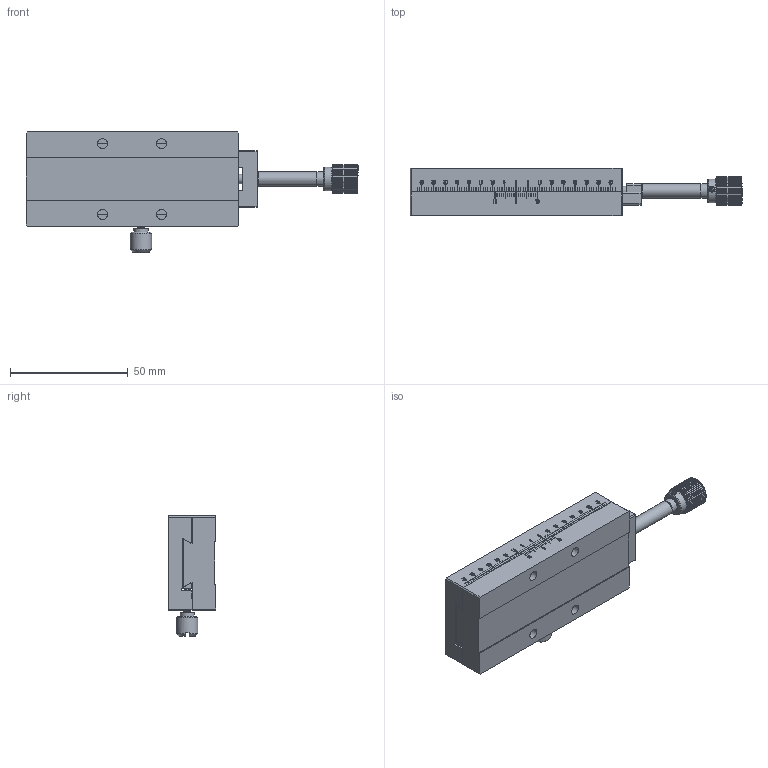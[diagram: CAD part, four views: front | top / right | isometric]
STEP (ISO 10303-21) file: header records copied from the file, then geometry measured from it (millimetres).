
FILE_DESCRIPTION (( 'STEP AP203' ), '1' );
FILE_NAME ('528758.STEP', '2024-10-15T01:13:14', ( 'Windows User' ), ( 'P R C' ), 'SwSTEP 2.0', 'SolidWorks 2020', '' );
FILE_SCHEMA (( 'CONFIG_CONTROL_DESIGN' ));
Length unit declared in the file: millimetre
Products named in the file (1): 528758
Bounding box: 140.8 x 20 x 51 mm (x, y, z)
Volume: 69558.8 mm3; surface area: 31564.2 mm2
Topology: 13 solids, 13 shells, 1767 faces, 4859 edges, 3178 vertices
Faces by surface type: plane 1103, bspline 388, cylinder 150, cone 126
Full cylindrical faces by diameter (mm): 2.05 x3, 2.5 x11, 2.6 x1, 2.9 x2, 3 x39, 3.1 x1, 3.3 x10, 4 x2, 4.2 x4, 4.5 x2, 5 x4, 6 x5, 8 x4, 9 x1, 10 x1
Entity records: 78081 total; most frequent: CARTESIAN_POINT 37456, ORIENTED_EDGE 9284, DIRECTION 6649, EDGE_CURVE 4642, VECTOR 3189, LINE 3189, VERTEX_POINT 3081, EDGE_LOOP 1935
